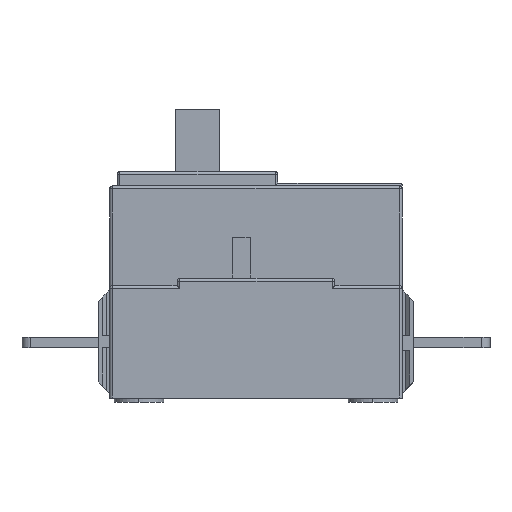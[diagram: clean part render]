
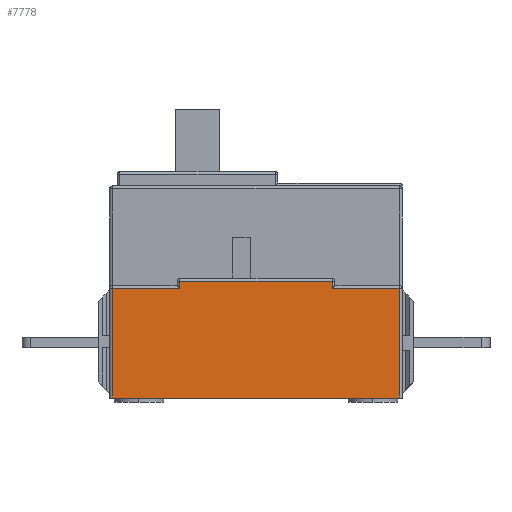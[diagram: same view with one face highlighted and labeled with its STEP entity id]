
A CAD part, left-side view. The second image highlights one B-rep face of the part: STEP entity #7778.
In plain terms, the highlighted planar face has unit normal (-1, 0, 0).
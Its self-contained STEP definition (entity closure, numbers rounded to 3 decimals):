
#252=DIRECTION('',(0.,-1.,0.));
#253=VECTOR('',#252,98.);
#254=CARTESIAN_POINT('',(-65.,29.,1.));
#255=LINE('',#254,#253);
#323=DIRECTION('',(0.,0.,1.));
#324=VECTOR('',#323,37.5);
#325=CARTESIAN_POINT('',(-65.,-69.,1.));
#326=LINE('',#325,#324);
#344=DIRECTION('',(0.,0.,-1.));
#345=VECTOR('',#344,37.5);
#346=CARTESIAN_POINT('',(-65.,29.,38.5));
#347=LINE('',#346,#345);
#767=DIRECTION('',(0.,1.,0.));
#768=VECTOR('',#767,23.);
#769=CARTESIAN_POINT('',(-65.,-69.,38.5));
#770=LINE('',#769,#768);
#793=DIRECTION('',(0.,0.,1.));
#794=VECTOR('',#793,2.5);
#795=CARTESIAN_POINT('',(-65.,-46.,38.5));
#796=LINE('',#795,#794);
#988=DIRECTION('',(0.,1.,0.));
#989=VECTOR('',#988,52.);
#990=CARTESIAN_POINT('',(-65.,-46.,41.));
#991=LINE('',#990,#989);
#1033=DIRECTION('',(0.,0.,-1.));
#1034=VECTOR('',#1033,2.5);
#1035=CARTESIAN_POINT('',(-65.,6.,41.));
#1036=LINE('',#1035,#1034);
#1112=DIRECTION('',(0.,1.,0.));
#1113=VECTOR('',#1112,23.);
#1114=CARTESIAN_POINT('',(-65.,6.,38.5));
#1115=LINE('',#1114,#1113);
#6504=CARTESIAN_POINT('',(-65.,-69.,1.));
#6506=VERTEX_POINT('',#6504);
#6518=CARTESIAN_POINT('',(-65.,29.,1.));
#6519=VERTEX_POINT('',#6518);
#6783=CARTESIAN_POINT('',(-65.,-69.,38.5));
#6784=VERTEX_POINT('',#6783);
#6785=CARTESIAN_POINT('',(-65.,29.,38.5));
#6786=VERTEX_POINT('',#6785);
#6787=CARTESIAN_POINT('',(-65.,6.,38.5));
#6788=VERTEX_POINT('',#6787);
#6789=CARTESIAN_POINT('',(-65.,6.,41.));
#6790=VERTEX_POINT('',#6789);
#6791=CARTESIAN_POINT('',(-65.,-46.,41.));
#6792=VERTEX_POINT('',#6791);
#6793=CARTESIAN_POINT('',(-65.,-46.,38.5));
#6794=VERTEX_POINT('',#6793);
#7757=CARTESIAN_POINT('',(-65.,-60.,21.3));
#7758=DIRECTION('',(1.,0.,0.));
#7759=DIRECTION('',(0.,1.,0.));
#7760=AXIS2_PLACEMENT_3D('',#7757,#7758,#7759);
#7761=PLANE('',#7760);
#7762=ORIENTED_EDGE('',*,*,#7748,.F.);
#7763=ORIENTED_EDGE('',*,*,#7715,.F.);
#7765=ORIENTED_EDGE('',*,*,#7764,.F.);
#7767=ORIENTED_EDGE('',*,*,#7766,.F.);
#7769=ORIENTED_EDGE('',*,*,#7768,.F.);
#7771=ORIENTED_EDGE('',*,*,#7770,.F.);
#7773=ORIENTED_EDGE('',*,*,#7772,.F.);
#7775=ORIENTED_EDGE('',*,*,#7774,.F.);
#7776=EDGE_LOOP('',(#7762,#7763,#7765,#7767,#7769,#7771,#7773,#7775));
#7777=FACE_OUTER_BOUND('',#7776,.F.);
#7715=EDGE_CURVE('',#6519,#6506,#255,.T.);
#7748=EDGE_CURVE('',#6506,#6784,#326,.T.);
#7764=EDGE_CURVE('',#6786,#6519,#347,.T.);
#7766=EDGE_CURVE('',#6788,#6786,#1115,.T.);
#7768=EDGE_CURVE('',#6790,#6788,#1036,.T.);
#7770=EDGE_CURVE('',#6792,#6790,#991,.T.);
#7772=EDGE_CURVE('',#6794,#6792,#796,.T.);
#7774=EDGE_CURVE('',#6784,#6794,#770,.T.);
#7778=ADVANCED_FACE('',(#7777),#7761,.F.);
